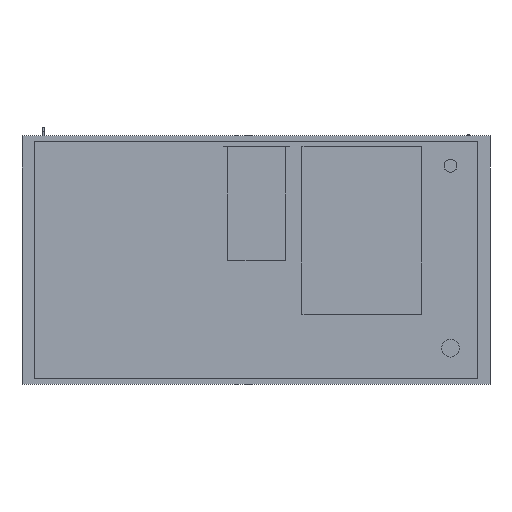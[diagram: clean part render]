
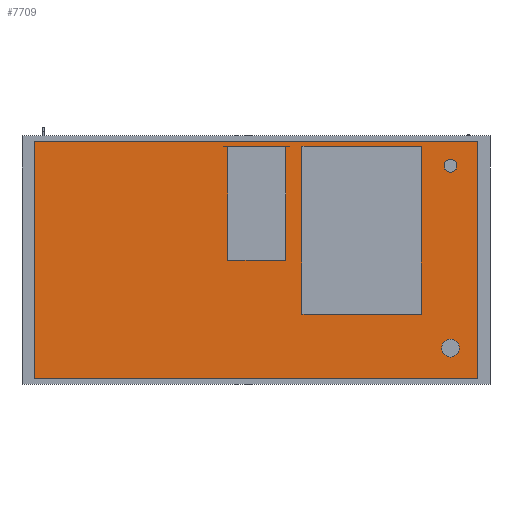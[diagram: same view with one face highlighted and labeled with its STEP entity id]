
A CAD part, front view. The second image highlights one B-rep face of the part: STEP entity #7709.
In plain terms, the highlighted planar face has unit normal (0, -1, 0).
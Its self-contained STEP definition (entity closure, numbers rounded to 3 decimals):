
#118=FACE_BOUND('',#1010,.T.);
#119=FACE_BOUND('',#1011,.T.);
#139=PLANE('',#8260);
#533=FACE_OUTER_BOUND('',#1009,.T.);
#1009=EDGE_LOOP('',(#5444,#5445,#5446,#5447));
#1010=EDGE_LOOP('',(#5448));
#1011=EDGE_LOOP('',(#5449));
#1493=LINE('',#11165,#2436);
#1497=LINE('',#11173,#2440);
#1500=LINE('',#11179,#2443);
#1503=LINE('',#11184,#2446);
#2436=VECTOR('',#8931,10.);
#2440=VECTOR('',#8937,10.);
#2443=VECTOR('',#8942,10.);
#2446=VECTOR('',#8947,10.);
#3366=CIRCLE('',#8244,20.);
#3368=CIRCLE('',#8248,27.5);
#3536=VERTEX_POINT('',#11126);
#3538=VERTEX_POINT('',#11133);
#3547=VERTEX_POINT('',#11163);
#3548=VERTEX_POINT('',#11164);
#3551=VERTEX_POINT('',#11172);
#3553=VERTEX_POINT('',#11178);
#4279=EDGE_CURVE('',#3536,#3536,#3366,.T.);
#4282=EDGE_CURVE('',#3538,#3538,#3368,.T.);
#4295=EDGE_CURVE('',#3547,#3548,#1493,.T.);
#4299=EDGE_CURVE('',#3551,#3547,#1497,.T.);
#4302=EDGE_CURVE('',#3553,#3551,#1500,.T.);
#4305=EDGE_CURVE('',#3548,#3553,#1503,.T.);
#5444=ORIENTED_EDGE('',*,*,#4305,.F.);
#5445=ORIENTED_EDGE('',*,*,#4295,.F.);
#5446=ORIENTED_EDGE('',*,*,#4299,.F.);
#5447=ORIENTED_EDGE('',*,*,#4302,.F.);
#5448=ORIENTED_EDGE('',*,*,#4279,.T.);
#5449=ORIENTED_EDGE('',*,*,#4282,.T.);
#7709=ADVANCED_FACE('',(#533,#118,#119),#139,.F.);
#8244=AXIS2_PLACEMENT_3D('',#11128,#8894,#8895);
#8248=AXIS2_PLACEMENT_3D('',#11135,#8903,#8904);
#8260=AXIS2_PLACEMENT_3D('',#11187,#8951,#8952);
#8894=DIRECTION('center_axis',(0.,1.,0.));
#8895=DIRECTION('ref_axis',(1.,0.,0.));
#8903=DIRECTION('center_axis',(0.,1.,0.));
#8904=DIRECTION('ref_axis',(1.,0.,0.));
#8931=DIRECTION('',(0.,0.,1.));
#8937=DIRECTION('',(-1.,0.,0.));
#8942=DIRECTION('',(0.,0.,-1.));
#8947=DIRECTION('',(1.,0.,0.));
#8951=DIRECTION('center_axis',(0.,1.,0.));
#8952=DIRECTION('ref_axis',(0.,0.,1.));
#11126=CARTESIAN_POINT('',(582.5,0.,292.5));
#11128=CARTESIAN_POINT('Origin',(602.5,0.,292.5));
#11133=CARTESIAN_POINT('',(575.,0.,-272.5));
#11135=CARTESIAN_POINT('Origin',(602.5,0.,-272.5));
#11163=CARTESIAN_POINT('',(-687.5,0.,-367.5));
#11164=CARTESIAN_POINT('',(-687.5,0.,367.5));
#11165=CARTESIAN_POINT('',(-687.5,0.,-367.5));
#11172=CARTESIAN_POINT('',(687.5,0.,-367.5));
#11173=CARTESIAN_POINT('',(687.5,0.,-367.5));
#11178=CARTESIAN_POINT('',(687.5,0.,367.5));
#11179=CARTESIAN_POINT('',(687.5,0.,367.5));
#11184=CARTESIAN_POINT('',(-687.5,0.,367.5));
#11187=CARTESIAN_POINT('Origin',(0.,0.,0.));
